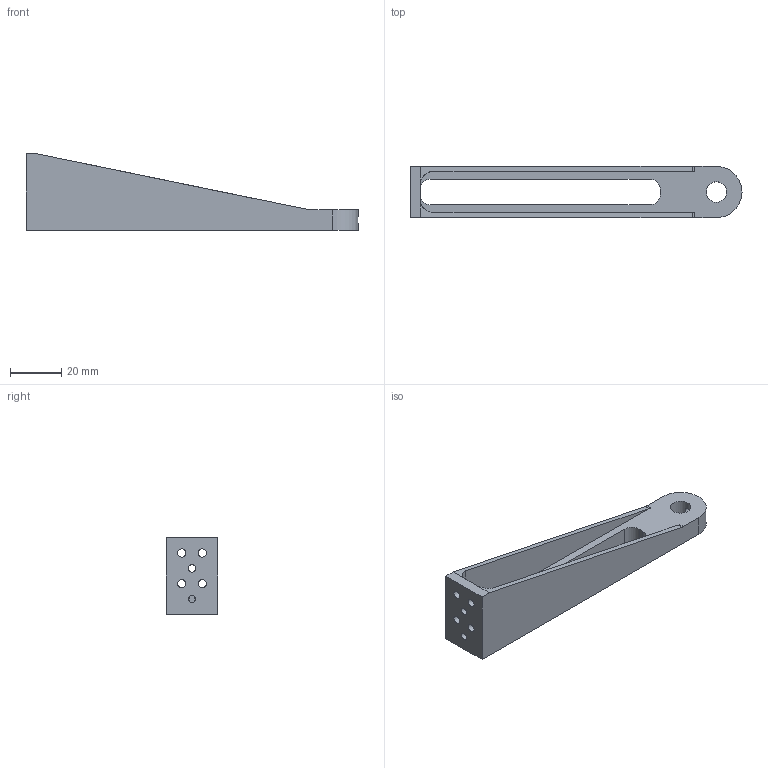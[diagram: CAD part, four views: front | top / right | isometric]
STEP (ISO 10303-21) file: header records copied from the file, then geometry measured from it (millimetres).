
FILE_DESCRIPTION((''),'2;1');
FILE_NAME('7001159.stp','2016-08-25T14:20:44',('miemmola'),(''),'Autodesk Inventor 2012','Autodesk Inventor 2012','');
FILE_SCHEMA(('AUTOMOTIVE_DESIGN { 1 0 10303 214 1 1 1 1 }'));
Length unit declared in the file: millimetre
Products named in the file (1): 7001159
Bounding box: 130 x 20 x 30 mm (x, y, z)
Volume: 18945.8 mm3; surface area: 13250.1 mm2
Topology: 1 solids, 1 shells, 42 faces, 130 edges, 87 vertices
Faces by surface type: cylinder 22, plane 19, cone 1
Full cylindrical faces by diameter (mm): 2.459 x2, 3 x2, 3.2 x4, 6 x4, 8 x1
Entity records: 1562 total; most frequent: CARTESIAN_POINT 453, DIRECTION 222, ORIENTED_EDGE 208, EDGE_CURVE 104, AXIS2_PLACEMENT_3D 85, VERTEX_POINT 76, EDGE_LOOP 72, VECTOR 52
